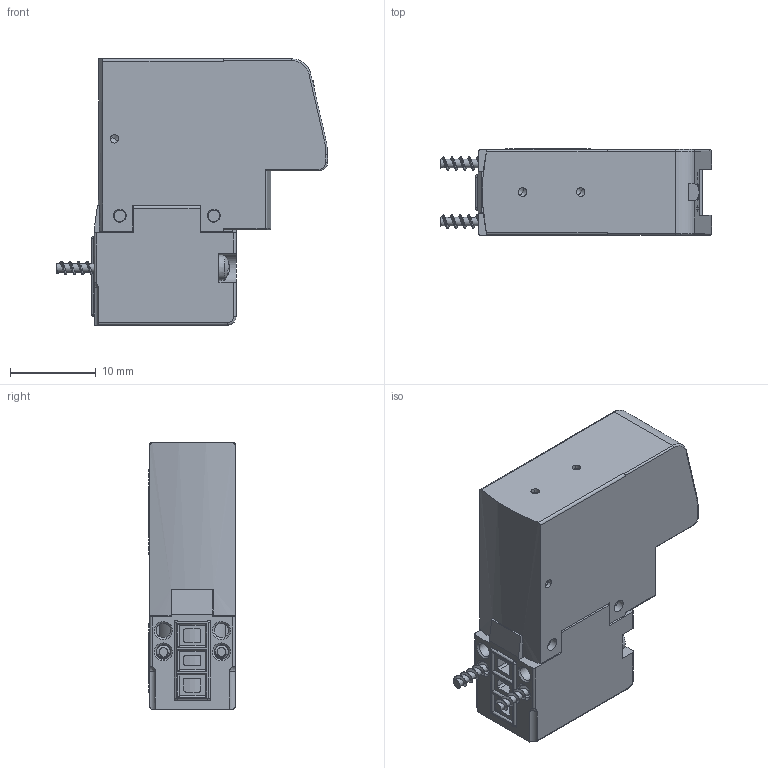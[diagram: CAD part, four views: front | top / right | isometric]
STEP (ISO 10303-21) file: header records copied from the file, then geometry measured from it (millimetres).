
FILE_DESCRIPTION(('CATIA V5 STEP','CAx-IF Rec.Pracs.--- Model Styling and Organization---1.5--- 2016-08-15','CAx-IF Rec.Pracs.---Supplemental Geometry---1.0---2011-11-01','CAx-IF Rec.Pracs.--- Composite Materials ---1.1---2010-07-15'),'2;1');
FILE_NAME('10102580_631_22_Kappe.stp','2022-01-24T17:12:18+00:00',('none'),('none'),'CATIA Version 5-6 Release 2020 SP3 HF9','CATIA V5 STEP AP214 v2','none');
FILE_SCHEMA(('AUTOMOTIVE_DESIGN { 1 0 10303 214 1 1 1 1 }'));
Length unit declared in the file: millimetre
Products named in the file (1): 10102580________--___0_AllCATPart
Bounding box: 31.7 x 10.1 x 31.15 mm (x, y, z)
Volume: 5732.6 mm3; surface area: 4029.1 mm2
Topology: 1 solids, 9 shells, 740 faces, 1947 edges, 1241 vertices
Faces by surface type: plane 392, cylinder 246, cone 48, torus 21, bspline 19, sphere 10, revolution 4
Entity records: 24247 total; most frequent: CARTESIAN_POINT 7595, ORIENTED_EDGE 3870, DIRECTION 2628, EDGE_CURVE 1935, VERTEX_POINT 1241, VECTOR 1232, LINE 1232, AXIS2_PLACEMENT_3D 907
